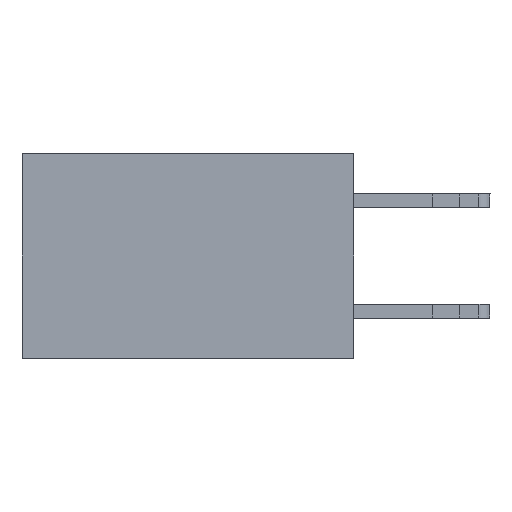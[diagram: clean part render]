
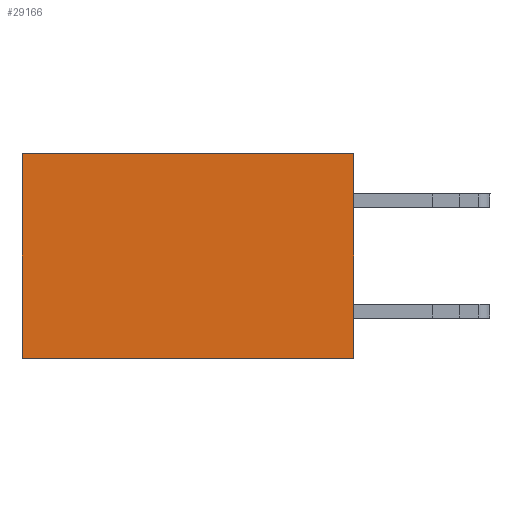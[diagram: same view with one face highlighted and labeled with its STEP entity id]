
A CAD part, left-side view. The second image highlights one B-rep face of the part: STEP entity #29166.
In plain terms, the highlighted planar face has unit normal (-1, 0, 0).
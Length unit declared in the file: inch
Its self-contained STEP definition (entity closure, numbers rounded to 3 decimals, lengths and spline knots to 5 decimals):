
#348 = VERTEX_POINT ( 'NONE', #6961 ) ;
#409 = VERTEX_POINT ( 'NONE', #25024 ) ;
#1278 = DIRECTION ( 'NONE',  ( 1., 0., 0. ) ) ;
#1520 = VERTEX_POINT ( 'NONE', #12979 ) ;
#3279 = AXIS2_PLACEMENT_3D ( 'NONE', #3480, #1278, #3589 ) ;
#3480 = CARTESIAN_POINT ( 'NONE',  ( 0.2875, 0., 0. ) ) ;
#3589 = DIRECTION ( 'NONE',  ( 0., 0., -1. ) ) ;
#4239 = ORIENTED_EDGE ( 'NONE', *, *, #26840, .F. ) ;
#4806 = CARTESIAN_POINT ( 'NONE',  ( 0.2875, 0., 0. ) ) ;
#5954 = CARTESIAN_POINT ( 'NONE',  ( 0.2875, 0.6, -0.37 ) ) ;
#6187 = PLANE ( 'NONE',  #3279 ) ;
#6673 = EDGE_LOOP ( 'NONE', ( #23324, #4239, #8992, #7547 ) ) ;
#6961 = CARTESIAN_POINT ( 'NONE',  ( 0.2875, 0., -0.37 ) ) ;
#7078 = VECTOR ( 'NONE', #7201, 39.37008 ) ;
#7201 = DIRECTION ( 'NONE',  ( 0., 1., 0. ) ) ;
#7232 = DIRECTION ( 'NONE',  ( 0., 1., 0. ) ) ;
#7547 = ORIENTED_EDGE ( 'NONE', *, *, #17641, .T. ) ;
#8992 = ORIENTED_EDGE ( 'NONE', *, *, #17541, .F. ) ;
#9555 = LINE ( 'NONE', #9610, #27003 ) ;
#9610 = CARTESIAN_POINT ( 'NONE',  ( 0.2875, 0., -0.37 ) ) ;
#11119 = VECTOR ( 'NONE', #25105, 39.37008 ) ;
#12782 = LINE ( 'NONE', #4806, #7078 ) ;
#12979 = CARTESIAN_POINT ( 'NONE',  ( 0.2875, 0., 0. ) ) ;
#15951 = CARTESIAN_POINT ( 'NONE',  ( 0.2875, 0.6, 0. ) ) ;
#17541 = EDGE_CURVE ( 'NONE', #1520, #348, #17782, .T. ) ;
#17590 = CARTESIAN_POINT ( 'NONE',  ( 0.2875, 0., 0. ) ) ;
#17641 = EDGE_CURVE ( 'NONE', #1520, #409, #12782, .T. ) ;
#17782 = LINE ( 'NONE', #17590, #25538 ) ;
#21849 = FACE_OUTER_BOUND ( 'NONE', #6673, .T. ) ;
#23324 = ORIENTED_EDGE ( 'NONE', *, *, #24808, .T. ) ;
#24808 = EDGE_CURVE ( 'NONE', #409, #27861, #25311, .T. ) ;
#25024 = CARTESIAN_POINT ( 'NONE',  ( 0.2875, 0.6, 0. ) ) ;
#25105 = DIRECTION ( 'NONE',  ( 0., 0., -1. ) ) ;
#25311 = LINE ( 'NONE', #15951, #11119 ) ;
#25385 = DIRECTION ( 'NONE',  ( 0., 0., -1. ) ) ;
#25538 = VECTOR ( 'NONE', #25385, 39.37008 ) ;
#26840 = EDGE_CURVE ( 'NONE', #348, #27861, #9555, .T. ) ;
#27003 = VECTOR ( 'NONE', #7232, 39.37008 ) ;
#27861 = VERTEX_POINT ( 'NONE', #5954 ) ;
#29166 = ADVANCED_FACE ( 'NONE', ( #21849 ), #6187, .F. ) ;
